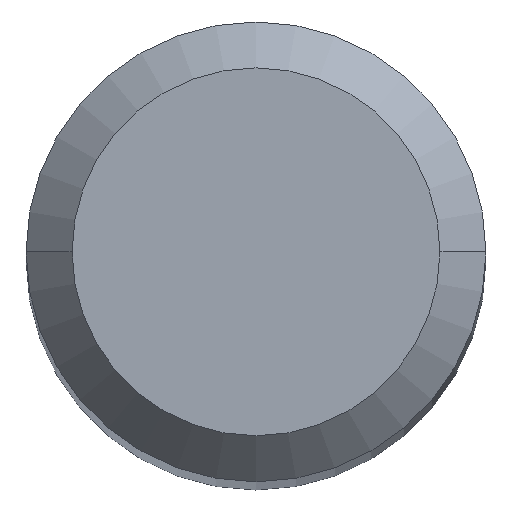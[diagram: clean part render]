
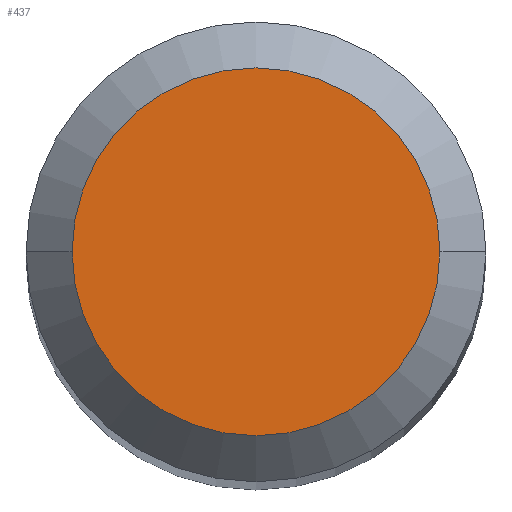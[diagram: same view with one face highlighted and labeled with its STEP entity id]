
A CAD part, top view. The second image highlights one B-rep face of the part: STEP entity #437.
In plain terms, the highlighted planar face has unit normal (0, 0, 1).
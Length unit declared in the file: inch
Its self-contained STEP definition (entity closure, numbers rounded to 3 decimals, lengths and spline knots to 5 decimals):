
#26 = CARTESIAN_POINT ( 'NONE',  ( 0.04724, 0., 0. ) ) ;
#42 = CARTESIAN_POINT ( 'NONE',  ( -0.04724, 0., 0. ) ) ;
#60 = DIRECTION ( 'NONE',  ( -1., 0., 0. ) ) ;
#81 = EDGE_CURVE ( 'NONE', #205, #448, #199, .T. ) ;
#88 = FACE_OUTER_BOUND ( 'NONE', #140, .T. ) ;
#115 = DIRECTION ( 'NONE',  ( 0., 0., 1. ) ) ;
#140 = EDGE_LOOP ( 'NONE', ( #479, #207 ) ) ;
#142 = DIRECTION ( 'NONE',  ( 1., 0., 0. ) ) ;
#165 = DIRECTION ( 'NONE',  ( 1., 0., 0. ) ) ;
#185 = AXIS2_PLACEMENT_3D ( 'NONE', #426, #350, #165 ) ;
#199 = CIRCLE ( 'NONE', #486, 0.04724 ) ;
#204 = PLANE ( 'NONE',  #457 ) ;
#205 = VERTEX_POINT ( 'NONE', #42 ) ;
#207 = ORIENTED_EDGE ( 'NONE', *, *, #385, .T. ) ;
#236 = CARTESIAN_POINT ( 'NONE',  ( 0., 0., 0. ) ) ;
#286 = CIRCLE ( 'NONE', #185, 0.04724 ) ;
#335 = CARTESIAN_POINT ( 'NONE',  ( 0., 0., 0. ) ) ;
#350 = DIRECTION ( 'NONE',  ( 0., 0., 1. ) ) ;
#356 = DIRECTION ( 'NONE',  ( 0., 0., -1. ) ) ;
#385 = EDGE_CURVE ( 'NONE', #448, #205, #286, .T. ) ;
#426 = CARTESIAN_POINT ( 'NONE',  ( 0., 0., 0. ) ) ;
#437 = ADVANCED_FACE ( 'NONE', ( #88 ), #204, .F. ) ;
#448 = VERTEX_POINT ( 'NONE', #26 ) ;
#457 = AXIS2_PLACEMENT_3D ( 'NONE', #236, #356, #60 ) ;
#479 = ORIENTED_EDGE ( 'NONE', *, *, #81, .T. ) ;
#486 = AXIS2_PLACEMENT_3D ( 'NONE', #335, #115, #142 ) ;
